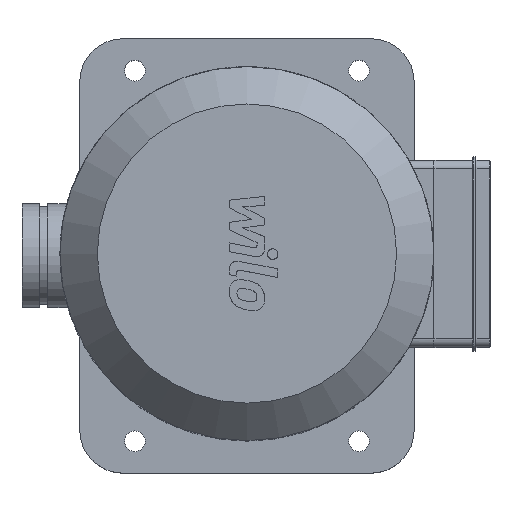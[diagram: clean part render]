
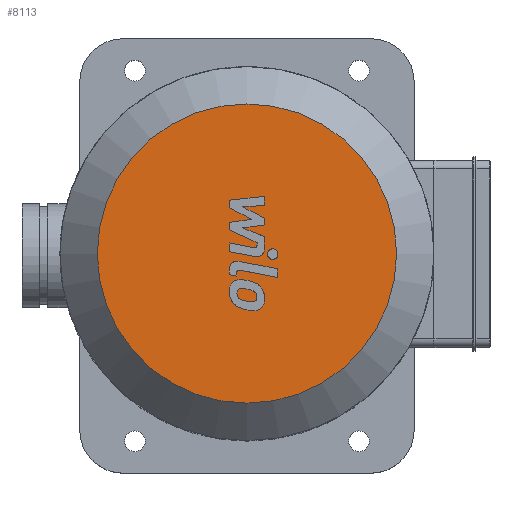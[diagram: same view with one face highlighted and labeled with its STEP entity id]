
A CAD part, top view. The second image highlights one B-rep face of the part: STEP entity #8113.
In plain terms, the highlighted planar face has unit normal (0, 0, 1).
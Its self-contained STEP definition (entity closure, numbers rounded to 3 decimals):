
#1774=PLANE('',#8917);
#2285=FACE_OUTER_BOUND('',#2786,.T.);
#2786=EDGE_LOOP('',(#7079));
#3309=CIRCLE('',#8918,86.8);
#3970=VERTEX_POINT('',#13765);
#5059=EDGE_CURVE('',#3970,#3970,#3309,.T.);
#7079=ORIENTED_EDGE('',*,*,#5059,.F.);
#8113=ADVANCED_FACE('',(#2285),#1774,.T.);
#8917=AXIS2_PLACEMENT_3D('',#13764,#10950,#10951);
#8918=AXIS2_PLACEMENT_3D('',#13766,#10952,#10953);
#10950=DIRECTION('center_axis',(0.,0.,
1.));
#10951=DIRECTION('ref_axis',(0.,-1.,0.));
#10952=DIRECTION('center_axis',(0.,0.,
-1.));
#10953=DIRECTION('ref_axis',(0.,1.,0.));
#13764=CARTESIAN_POINT('Origin',(0.,43.4,
826.));
#13765=CARTESIAN_POINT('',(0.,86.8,826.));
#13766=CARTESIAN_POINT('Origin',(0.,0.,826.));
